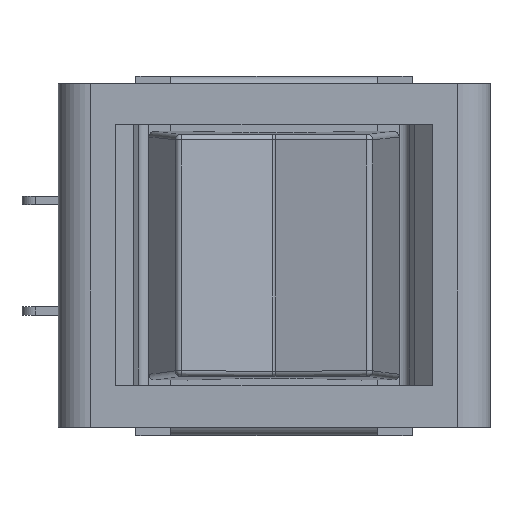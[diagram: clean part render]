
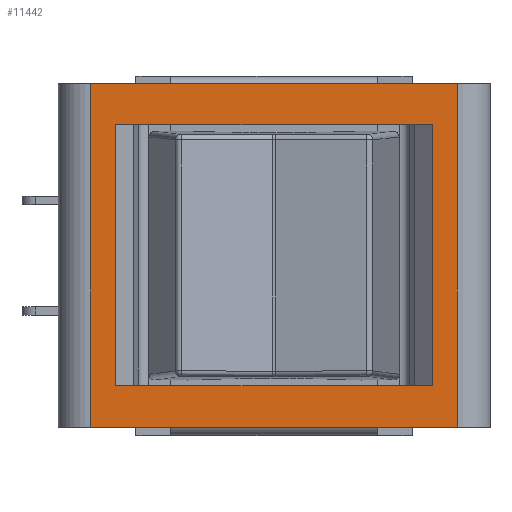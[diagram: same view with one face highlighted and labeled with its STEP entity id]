
A CAD part, top view. The second image highlights one B-rep face of the part: STEP entity #11442.
In plain terms, the highlighted planar face has unit normal (0, 0, 1).
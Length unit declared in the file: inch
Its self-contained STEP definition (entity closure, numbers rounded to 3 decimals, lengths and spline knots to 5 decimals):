
#301=FACE_BOUND('',#1000,.T.);
#336=FACE_OUTER_BOUND('',#999,.T.);
#999=EDGE_LOOP('',(#7620,#7621,#7622,#7623));
#1000=EDGE_LOOP('',(#7624,#7625,#7626,#7627));
#1688=LINE('',#16629,#3059);
#1740=LINE('',#16736,#3111);
#1744=LINE('',#16742,#3115);
#1746=LINE('',#16746,#3117);
#1748=LINE('',#16756,#3119);
#1749=LINE('',#16759,#3120);
#1752=LINE('',#16766,#3123);
#1753=LINE('',#16767,#3124);
#3059=VECTOR('',#13186,0.3937);
#3111=VECTOR('',#13260,0.3937);
#3115=VECTOR('',#13266,0.3937);
#3117=VECTOR('',#13272,0.3937);
#3119=VECTOR('',#13282,0.3937);
#3120=VECTOR('',#13285,0.3937);
#3123=VECTOR('',#13292,0.3937);
#3124=VECTOR('',#13293,0.3937);
#4706=VERTEX_POINT('',#16626);
#4707=VERTEX_POINT('',#16628);
#4750=VERTEX_POINT('',#16733);
#4751=VERTEX_POINT('',#16735);
#4753=VERTEX_POINT('',#16749);
#4756=VERTEX_POINT('',#16754);
#4757=VERTEX_POINT('',#16758);
#4759=VERTEX_POINT('',#16765);
#5784=EDGE_CURVE('',#4706,#4707,#1688,.T.);
#5841=EDGE_CURVE('',#4751,#4750,#1740,.T.);
#5845=EDGE_CURVE('',#4707,#4750,#1744,.T.);
#5847=EDGE_CURVE('',#4751,#4706,#1746,.T.);
#5851=EDGE_CURVE('',#4756,#4753,#1748,.T.);
#5852=EDGE_CURVE('',#4753,#4757,#1749,.T.);
#5856=EDGE_CURVE('',#4759,#4756,#1752,.T.);
#5857=EDGE_CURVE('',#4757,#4759,#1753,.T.);
#7620=ORIENTED_EDGE('',*,*,#5851,.F.);
#7621=ORIENTED_EDGE('',*,*,#5856,.F.);
#7622=ORIENTED_EDGE('',*,*,#5857,.F.);
#7623=ORIENTED_EDGE('',*,*,#5852,.F.);
#7624=ORIENTED_EDGE('',*,*,#5784,.F.);
#7625=ORIENTED_EDGE('',*,*,#5847,.F.);
#7626=ORIENTED_EDGE('',*,*,#5841,.T.);
#7627=ORIENTED_EDGE('',*,*,#5845,.F.);
#10973=PLANE('',#12139);
#11442=ADVANCED_FACE('',(#336,#301),#10973,.T.);
#12139=AXIS2_PLACEMENT_3D('',#16764,#13290,#13291);
#13186=DIRECTION('',(1.,0.,0.));
#13260=DIRECTION('',(1.,0.,0.));
#13266=DIRECTION('',(0.,1.,0.));
#13272=DIRECTION('',(0.,-1.,0.));
#13282=DIRECTION('',(0.,1.,0.));
#13285=DIRECTION('',(1.,0.,0.));
#13290=DIRECTION('center_axis',(0.,0.,
1.));
#13291=DIRECTION('ref_axis',(0.,1.,0.));
#13292=DIRECTION('',(-1.,0.,0.));
#13293=DIRECTION('',(0.,-1.,0.));
#16626=CARTESIAN_POINT('',(-0.28642,-0.23622,0.79685));
#16628=CARTESIAN_POINT('',(0.28642,-0.23622,0.79685));
#16629=CARTESIAN_POINT('',(0.12746,-0.23622,0.79685));
#16733=CARTESIAN_POINT('',(0.28642,0.23622,0.79685));
#16735=CARTESIAN_POINT('',(-0.28642,0.23622,0.79685));
#16736=CARTESIAN_POINT('',(-0.12746,0.23622,0.79685));
#16742=CARTESIAN_POINT('',(0.28642,0.11811,0.79685));
#16746=CARTESIAN_POINT('',(-0.28642,-0.11811,0.79685));
#16749=CARTESIAN_POINT('',(-0.33169,0.31102,0.79685));
#16754=CARTESIAN_POINT('',(-0.33169,-0.31102,0.79685));
#16756=CARTESIAN_POINT('',(-0.33169,-0.15551,0.79685));
#16758=CARTESIAN_POINT('',(0.33169,0.31102,0.79685));
#16759=CARTESIAN_POINT('',(-0.39075,0.31102,0.79685));
#16764=CARTESIAN_POINT('Origin',(0.,0.,
0.79685));
#16765=CARTESIAN_POINT('',(0.33169,-0.31102,0.79685));
#16766=CARTESIAN_POINT('',(0.39075,-0.31102,0.79685));
#16767=CARTESIAN_POINT('',(0.33169,0.15551,0.79685));
